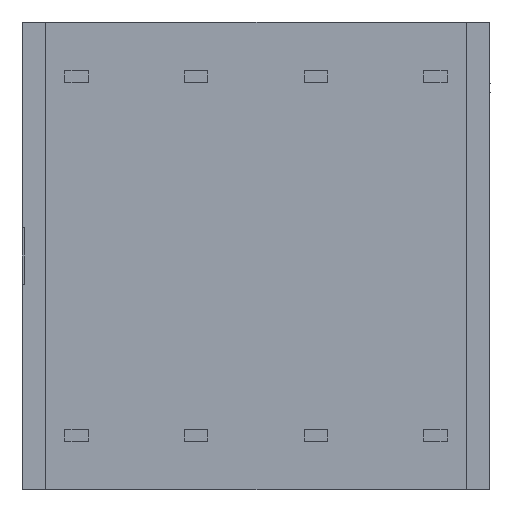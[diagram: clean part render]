
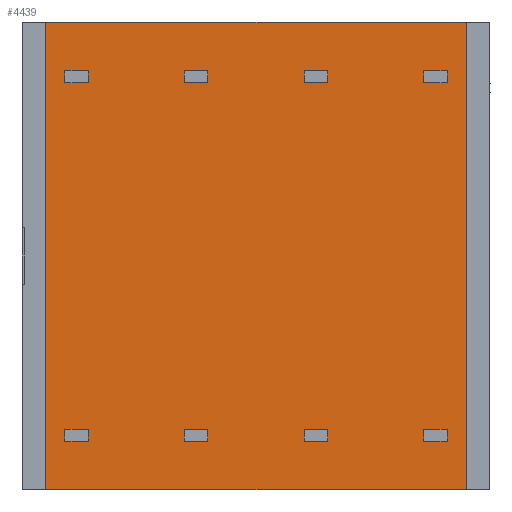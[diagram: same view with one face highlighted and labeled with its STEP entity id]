
A CAD part, front view. The second image highlights one B-rep face of the part: STEP entity #4439.
In plain terms, the highlighted planar face has unit normal (0, -1, 0).
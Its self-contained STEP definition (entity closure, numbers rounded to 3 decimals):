
#4346 = EDGE_CURVE ( 'NONE', #4387, #4366, #13920, .T. ) ;
#4359 = VERTEX_POINT ( 'NONE', #13969 ) ;
#4361 = EDGE_CURVE ( 'NONE', #4362, #4359, #13968, .T. ) ;
#4362 = VERTEX_POINT ( 'NONE', #13963 ) ;
#4366 = VERTEX_POINT ( 'NONE', #13958 ) ;
#4387 = VERTEX_POINT ( 'NONE', #13925 ) ;
#4435 = EDGE_CURVE ( 'NONE', #4362, #4387, #14135, .T. ) ;
#4439 = ADVANCED_FACE ( 'NONE', ( #14122 ), #14197, .T. ) ;
#4441 = EDGE_LOOP ( 'NONE', ( #4442, #4443, #4535, #4536 ) ) ;
#4442 = ORIENTED_EDGE ( 'NONE', *, *, #4346, .F. ) ;
#4443 = ORIENTED_EDGE ( 'NONE', *, *, #4435, .F. ) ;
#4462 = EDGE_CURVE ( 'NONE', #4359, #4366, #14227, .T. ) ;
#4535 = ORIENTED_EDGE ( 'NONE', *, *, #4361, .T. ) ;
#4536 = ORIENTED_EDGE ( 'NONE', *, *, #4462, .T. ) ;
#13915 = DIRECTION ( 'NONE',  ( 1., 0., 0. ) ) ;
#13916 = VECTOR ( 'NONE', #13915, 1000. ) ;
#13918 = CARTESIAN_POINT ( 'NONE',  ( 0., -5.1, 4.97 ) ) ;
#13920 = LINE ( 'NONE', #13918, #13916 ) ;
#13925 = CARTESIAN_POINT ( 'NONE',  ( -4.47, -5.1, 4.97 ) ) ;
#13958 = CARTESIAN_POINT ( 'NONE',  ( 4.47, -5.1, 4.97 ) ) ;
#13963 = CARTESIAN_POINT ( 'NONE',  ( -4.47, -5.1, -4.97 ) ) ;
#13965 = DIRECTION ( 'NONE',  ( 1., 0., 0. ) ) ;
#13966 = VECTOR ( 'NONE', #13965, 1000. ) ;
#13967 = CARTESIAN_POINT ( 'NONE',  ( 0., -5.1, -4.97 ) ) ;
#13968 = LINE ( 'NONE', #13967, #13966 ) ;
#13969 = CARTESIAN_POINT ( 'NONE',  ( 4.47, -5.1, -4.97 ) ) ;
#14122 = FACE_OUTER_BOUND ( 'NONE', #4441, .T. ) ;
#14124 = DIRECTION ( 'NONE',  ( 0., 0., 1. ) ) ;
#14126 = VECTOR ( 'NONE', #14124, 1000. ) ;
#14127 = CARTESIAN_POINT ( 'NONE',  ( -4.47, -5.1, -4.97 ) ) ;
#14135 = LINE ( 'NONE', #14127, #14126 ) ;
#14191 = DIRECTION ( 'NONE',  ( 0., 0., -1. ) ) ;
#14193 = DIRECTION ( 'NONE',  ( 0., -1., 0. ) ) ;
#14195 = CARTESIAN_POINT ( 'NONE',  ( 0., -5.1, -4.97 ) ) ;
#14196 = AXIS2_PLACEMENT_3D ( 'NONE', #14195, #14193, #14191 ) ;
#14197 = PLANE ( 'NONE',  #14196 ) ;
#14215 = DIRECTION ( 'NONE',  ( 0., 0., 1. ) ) ;
#14216 = VECTOR ( 'NONE', #14215, 1000. ) ;
#14217 = CARTESIAN_POINT ( 'NONE',  ( 4.47, -5.1, -4.97 ) ) ;
#14227 = LINE ( 'NONE', #14217, #14216 ) ;
